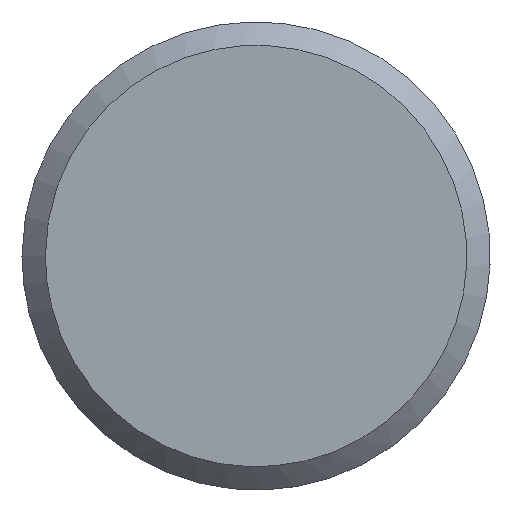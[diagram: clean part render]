
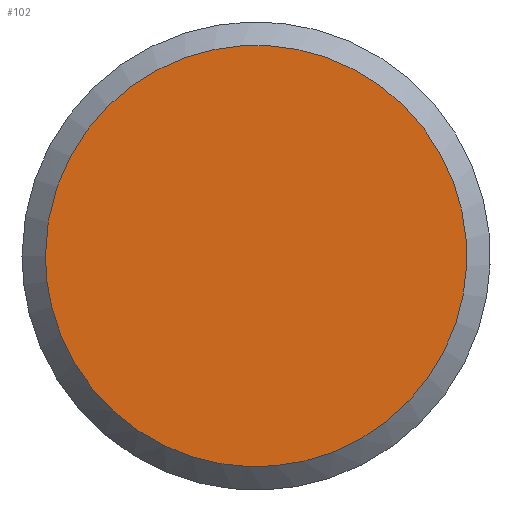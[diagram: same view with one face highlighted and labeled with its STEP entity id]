
A CAD part, left-side view. The second image highlights one B-rep face of the part: STEP entity #102.
In plain terms, the highlighted free-form (B-spline) face has degree [1, 1] with [2, 2] control points.
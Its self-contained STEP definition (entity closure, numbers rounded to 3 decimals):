
#64 = VERTEX_POINT('', #65);
#65 = CARTESIAN_POINT('', (-36., 2.7, 0.));
#70 = EDGE_CURVE('', #64, #64, #71, .T.);
#71 = (
   BOUNDED_CURVE ()
   B_SPLINE_CURVE (2, (#72, #73, #74, #75, #76, #77, #78, #79, #80), .UNSPECIFIED., .T., .U.)
   B_SPLINE_CURVE_WITH_KNOTS ((3, 2, 2, 2, 3), (0., 0.25, 0.5, 0.75, 1.), .UNSPECIFIED.)
   CURVE ()
   GEOMETRIC_REPRESENTATION_ITEM ()
   RATIONAL_B_SPLINE_CURVE ((1., 0.707, 1., 0.707, 1., 0.707, 1., 0.707, 1.))
   REPRESENTATION_ITEM ('')
);
#72 = CARTESIAN_POINT('', (-36., 2.7, 0.));
#73 = CARTESIAN_POINT('', (-36., 2.7, 2.7));
#74 = CARTESIAN_POINT('', (-36., 0., 2.7));
#75 = CARTESIAN_POINT('', (-36., -2.7, 2.7));
#76 = CARTESIAN_POINT('', (-36., -2.7, 0.));
#77 = CARTESIAN_POINT('', (-36., -2.7, -2.7));
#78 = CARTESIAN_POINT('', (-36., 0., -2.7));
#79 = CARTESIAN_POINT('', (-36., 2.7, -2.7));
#80 = CARTESIAN_POINT('', (-36., 2.7, 0.));
#102 = ADVANCED_FACE('', (#103), #106, .T.);
#103 = FACE_OUTER_BOUND('', #104, .T.);
#104 = EDGE_LOOP('', (#105));
#105 = ORIENTED_EDGE('', *, *, #70, .F.);
#106 = B_SPLINE_SURFACE_WITH_KNOTS('', 1, 1, ((#107, #108), (#109, #110)), .UNSPECIFIED., .F., .F., .U., (2, 2), (2, 2), (0.045, 0.955), (0.045, 0.955), .UNSPECIFIED.);
#107 = CARTESIAN_POINT('', (-36., -2.7, -2.7));
#108 = CARTESIAN_POINT('', (-36., 2.7, -2.7));
#109 = CARTESIAN_POINT('', (-36., -2.7, 2.7));
#110 = CARTESIAN_POINT('', (-36., 2.7, 2.7));
